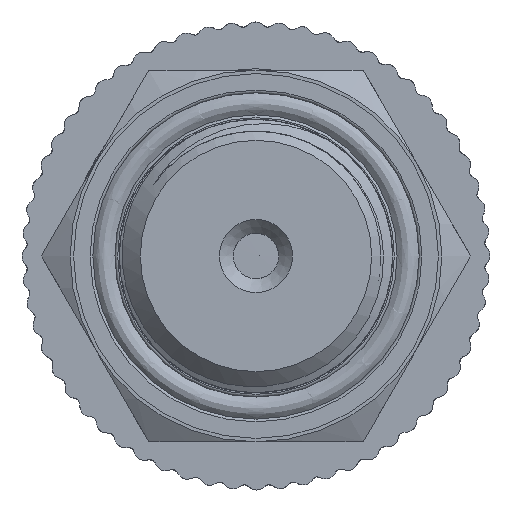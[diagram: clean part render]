
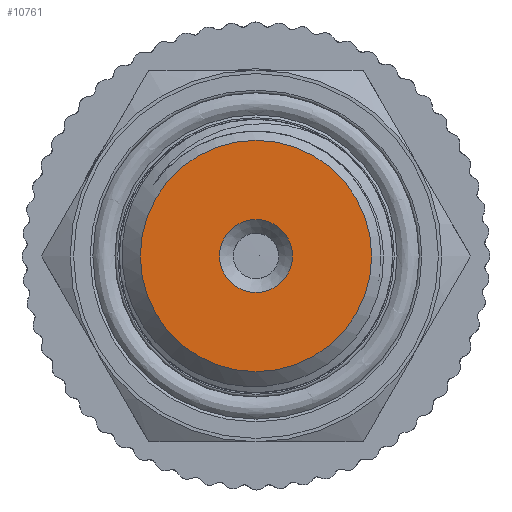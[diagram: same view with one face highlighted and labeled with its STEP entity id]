
A CAD part, left-side view. The second image highlights one B-rep face of the part: STEP entity #10761.
In plain terms, the highlighted planar face has unit normal (-1, 0, 0).
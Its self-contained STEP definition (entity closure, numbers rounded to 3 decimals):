
#264=PLANE('',#11212);
#657=FACE_BOUND('',#1755,.T.);
#1118=FACE_OUTER_BOUND('',#1754,.T.);
#1754=EDGE_LOOP('',(#8900));
#1755=EDGE_LOOP('',(#8901));
#2031=CIRCLE('',#11160,8.4);
#2062=CIRCLE('',#11211,2.65);
#4643=VERTEX_POINT('',#22452);
#4672=VERTEX_POINT('',#24181);
#6118=EDGE_CURVE('',#4643,#4643,#2031,.T.);
#6169=EDGE_CURVE('',#4672,#4672,#2062,.T.);
#8900=ORIENTED_EDGE('',*,*,#6118,.T.);
#8901=ORIENTED_EDGE('',*,*,#6169,.T.);
#10761=ADVANCED_FACE('',(#1118,#657),#264,.T.);
#11160=AXIS2_PLACEMENT_3D('',#22453,#11940,#11941);
#11211=AXIS2_PLACEMENT_3D('',#24183,#12052,#12053);
#11212=AXIS2_PLACEMENT_3D('',#24184,#12054,#12055);
#11940=DIRECTION('center_axis',(-1.,0.,0.));
#11941=DIRECTION('ref_axis',(0.,1.,0.));
#12052=DIRECTION('center_axis',(1.,0.,0.));
#12053=DIRECTION('ref_axis',(0.,0.,-1.));
#12054=DIRECTION('center_axis',(-1.,0.,0.));
#12055=DIRECTION('ref_axis',(0.,0.,1.));
#22452=CARTESIAN_POINT('',(-61.,-8.4,0.));
#22453=CARTESIAN_POINT('Origin',(-61.,0.,0.));
#24181=CARTESIAN_POINT('',(-61.,-2.65,0.));
#24183=CARTESIAN_POINT('Origin',(-61.,0.,0.));
#24184=CARTESIAN_POINT('Origin',(-61.,10.,0.));
